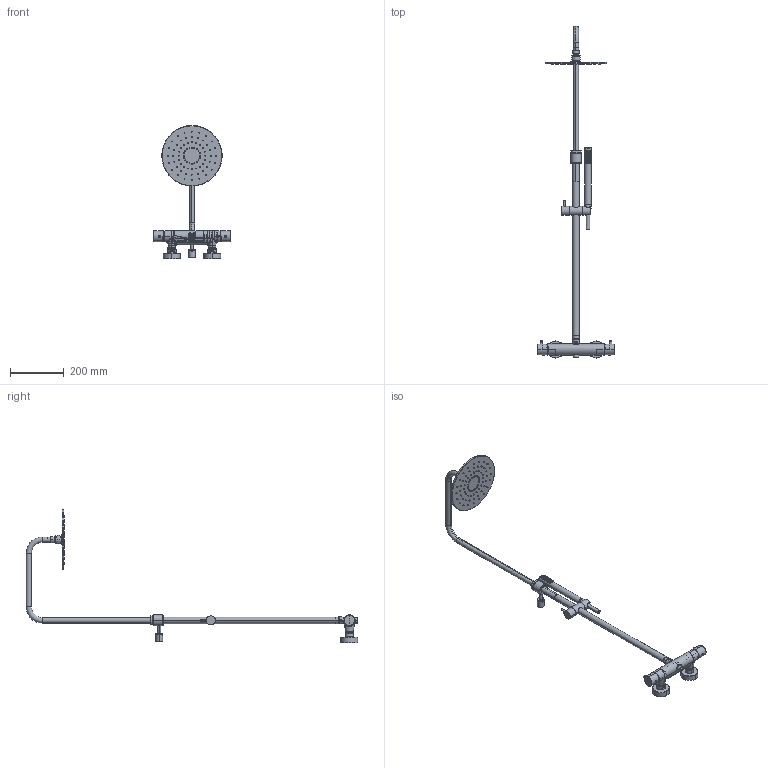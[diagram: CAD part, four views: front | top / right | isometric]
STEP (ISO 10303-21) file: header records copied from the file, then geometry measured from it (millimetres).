
FILE_DESCRIPTION((''),'2;1');
FILE_NAME('ZCOL638LIQNO','2021-06-15T13:04:42',('ut3'),('PAFFONI SpA'),'CREO PARAMETRIC BY PTC INC, 2020044','CREO PARAMETRIC BY PTC INC, 2020044','');
FILE_SCHEMA(('CONFIG_CONTROL_DESIGN','SHAPE_APPEARANCE_LAYERS_GROUPS'));
Products named in the file (1): ZCOL638LIQNO
Bounding box: 287.73 x 1235.1 x 495 mm (x, y, z)
Volume: 812177 mm3; surface area: 521804.8 mm2
Topology: 31 solids, 31 shells, 2996 faces, 7263 edges, 4604 vertices
Faces by surface type: cylinder 1449, plane 804, cone 426, bspline 149, torus 120, sphere 48
Entity records: 138248 total; most frequent: CARTESIAN_POINT 44332, DIRECTION 15941, ORIENTED_EDGE 14486, EDGE_CURVE 7243, AXIS2_PLACEMENT_3D 6680, VERTEX_POINT 4604, EDGE_LOOP 4021, CIRCLE 3833
